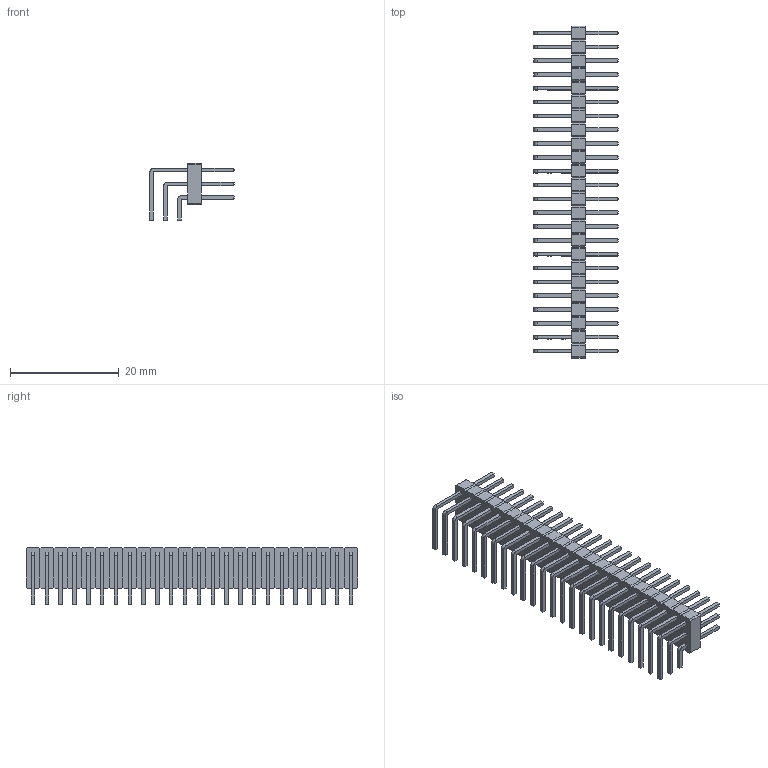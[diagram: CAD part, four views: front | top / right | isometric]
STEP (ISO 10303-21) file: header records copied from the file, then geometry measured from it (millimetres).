
FILE_DESCRIPTION(('FreeCAD Model'),'2;1');
FILE_NAME('Open CASCADE Shape Model','2022-01-07T04:42:10',( 'kicad StepUp'),('ksu MCAD'),'Open CASCADE STEP processor 7.5', 'FreeCAD','Unknown');
FILE_SCHEMA(('AUTOMOTIVE_DESIGN { 1 0 10303 214 1 1 1 1 }'));
Length unit declared in the file: millimetre
Products named in the file (1): PinHeader_3x24_P2.54mm_Horizontal
Bounding box: 15.44 x 60.96 x 10.62 mm (x, y, z)
Volume: 1660.9 mm3; surface area: 6101.4 mm2
Topology: 96 solids, 96 shells, 1752 faces, 4104 edges, 2544 vertices
Faces by surface type: plane 1680, cylinder 72
Entity records: 61605 total; most frequent: CARTESIAN_POINT 8401, ORIENTED_EDGE 8208, DIRECTION 7754, EDGE_CURVE 4104, LINE 3960, VECTOR 3960, VERTEX_POINT 2544, AXIS2_PLACEMENT_3D 1897
